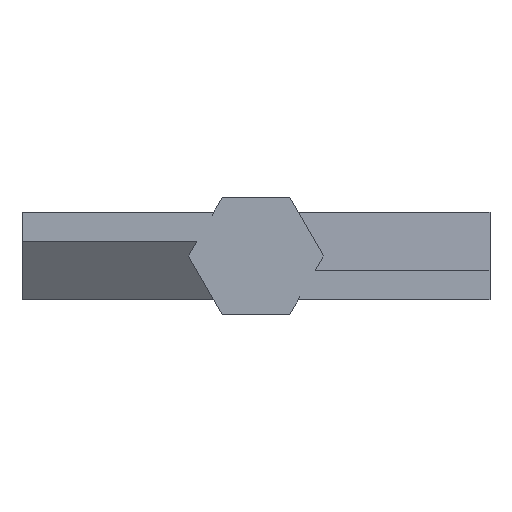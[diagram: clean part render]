
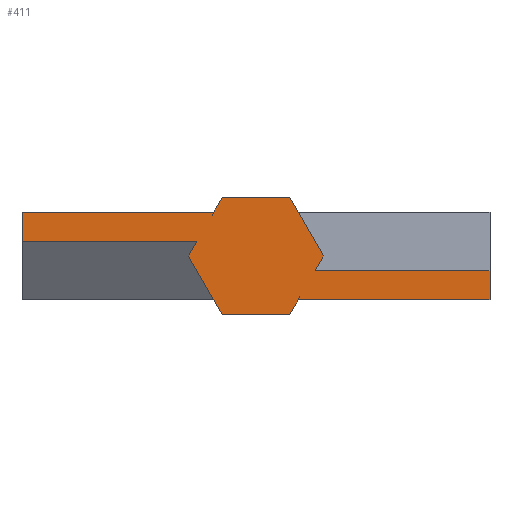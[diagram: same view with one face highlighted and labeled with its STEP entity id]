
A CAD part, front view. The second image highlights one B-rep face of the part: STEP entity #411.
In plain terms, the highlighted planar face has unit normal (0, -1, 0).
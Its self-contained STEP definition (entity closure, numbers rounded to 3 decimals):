
#3 = CARTESIAN_POINT ( 'NONE',  ( -2.021, 0., 0.5 ) ) ;
#5 = ORIENTED_EDGE ( 'NONE', *, *, #834, .F. ) ;
#17 = CARTESIAN_POINT ( 'NONE',  ( 1.443, 0., -1.5 ) ) ;
#46 = DIRECTION ( 'NONE',  ( 0.5, 0., -0.866 ) ) ;
#49 = DIRECTION ( 'NONE',  ( 1., 0., 0. ) ) ;
#57 = VECTOR ( 'NONE', #199, 1000. ) ;
#67 = LINE ( 'NONE', #855, #57 ) ;
#69 = VECTOR ( 'NONE', #390, 1000. ) ;
#72 = VECTOR ( 'NONE', #616, 1000. ) ;
#75 = DIRECTION ( 'NONE',  ( 0., 1., 0. ) ) ;
#80 = PLANE ( 'NONE',  #520 ) ;
#82 = LINE ( 'NONE', #225, #278 ) ;
#88 = LINE ( 'NONE', #846, #434 ) ;
#89 = VECTOR ( 'NONE', #802, 1000. ) ;
#91 = ORIENTED_EDGE ( 'NONE', *, *, #759, .F. ) ;
#96 = ORIENTED_EDGE ( 'NONE', *, *, #360, .F. ) ;
#97 = VERTEX_POINT ( 'NONE', #462 ) ;
#99 = LINE ( 'NONE', #169, #744 ) ;
#107 = LINE ( 'NONE', #435, #330 ) ;
#129 = VECTOR ( 'NONE', #476, 1000. ) ;
#130 = CARTESIAN_POINT ( 'NONE',  ( -1.155, 0., 2. ) ) ;
#131 = VERTEX_POINT ( 'NONE', #3 ) ;
#140 = CARTESIAN_POINT ( 'NONE',  ( 2.309, 0., 0. ) ) ;
#149 = EDGE_CURVE ( 'NONE', #683, #844, #530, .T. ) ;
#151 = CARTESIAN_POINT ( 'NONE',  ( -2.309, 0., 0. ) ) ;
#169 = CARTESIAN_POINT ( 'NONE',  ( -8., 0., 0.5 ) ) ;
#177 = CARTESIAN_POINT ( 'NONE',  ( 8., 0., -0.5 ) ) ;
#191 = EDGE_CURVE ( 'NONE', #97, #387, #67, .T. ) ;
#199 = DIRECTION ( 'NONE',  ( 0., 0., -1. ) ) ;
#203 = CARTESIAN_POINT ( 'NONE',  ( -8., 0., 0.5 ) ) ;
#225 = CARTESIAN_POINT ( 'NONE',  ( 2.309, 0., 0. ) ) ;
#226 = VERTEX_POINT ( 'NONE', #289 ) ;
#227 = ORIENTED_EDGE ( 'NONE', *, *, #348, .F. ) ;
#238 = ORIENTED_EDGE ( 'NONE', *, *, #722, .F. ) ;
#249 = CARTESIAN_POINT ( 'NONE',  ( 1.155, 0., 2. ) ) ;
#269 = CARTESIAN_POINT ( 'NONE',  ( 2.021, 0., -0.5 ) ) ;
#273 = ORIENTED_EDGE ( 'NONE', *, *, #675, .F. ) ;
#278 = VECTOR ( 'NONE', #819, 1000. ) ;
#289 = CARTESIAN_POINT ( 'NONE',  ( 8., 0., -1.5 ) ) ;
#292 = EDGE_LOOP ( 'NONE', ( #5, #346, #506, #306, #96, #464, #238, #227, #91, #689, #726, #273, #421, #605 ) ) ;
#293 = EDGE_CURVE ( 'NONE', #387, #131, #99, .T. ) ;
#295 = CARTESIAN_POINT ( 'NONE',  ( 8., 0., -1.5 ) ) ;
#306 = ORIENTED_EDGE ( 'NONE', *, *, #293, .T. ) ;
#308 = CARTESIAN_POINT ( 'NONE',  ( 8., 0., -0.5 ) ) ;
#315 = VECTOR ( 'NONE', #825, 1000. ) ;
#330 = VECTOR ( 'NONE', #832, 1000. ) ;
#337 = CARTESIAN_POINT ( 'NONE',  ( -1.155, 0., -2. ) ) ;
#341 = CARTESIAN_POINT ( 'NONE',  ( 2.309, 0., 0. ) ) ;
#346 = ORIENTED_EDGE ( 'NONE', *, *, #697, .F. ) ;
#348 = EDGE_CURVE ( 'NONE', #380, #450, #803, .T. ) ;
#350 = CARTESIAN_POINT ( 'NONE',  ( -1.443, 0., 1.5 ) ) ;
#353 = VERTEX_POINT ( 'NONE', #269 ) ;
#360 = EDGE_CURVE ( 'NONE', #574, #131, #393, .T. ) ;
#376 = VERTEX_POINT ( 'NONE', #341 ) ;
#380 = VERTEX_POINT ( 'NONE', #17 ) ;
#384 = CARTESIAN_POINT ( 'NONE',  ( -2.309, 0., 0. ) ) ;
#387 = VERTEX_POINT ( 'NONE', #203 ) ;
#390 = DIRECTION ( 'NONE',  ( 1., 0., 0. ) ) ;
#393 = LINE ( 'NONE', #151, #402 ) ;
#402 = VECTOR ( 'NONE', #403, 1000. ) ;
#403 = DIRECTION ( 'NONE',  ( 0.5, 0., 0.866 ) ) ;
#411 = ADVANCED_FACE ( 'NONE', ( #461 ), #80, .F. ) ;
#421 = ORIENTED_EDGE ( 'NONE', *, *, #491, .F. ) ;
#423 = DIRECTION ( 'NONE',  ( -1., 0., 0. ) ) ;
#434 = VECTOR ( 'NONE', #423, 1000. ) ;
#435 = CARTESIAN_POINT ( 'NONE',  ( 8., 0., -1.5 ) ) ;
#450 = VERTEX_POINT ( 'NONE', #742 ) ;
#461 = FACE_OUTER_BOUND ( 'NONE', #292, .T. ) ;
#462 = CARTESIAN_POINT ( 'NONE',  ( -8., 0., 1.5 ) ) ;
#464 = ORIENTED_EDGE ( 'NONE', *, *, #720, .F. ) ;
#472 = VERTEX_POINT ( 'NONE', #177 ) ;
#476 = DIRECTION ( 'NONE',  ( -0.5, 0., 0.866 ) ) ;
#480 = EDGE_CURVE ( 'NONE', #472, #226, #107, .T. ) ;
#481 = DIRECTION ( 'NONE',  ( 1., 0., 0. ) ) ;
#482 = CARTESIAN_POINT ( 'NONE',  ( -1.155, 0., 2. ) ) ;
#491 = EDGE_CURVE ( 'NONE', #844, #376, #643, .T. ) ;
#506 = ORIENTED_EDGE ( 'NONE', *, *, #191, .T. ) ;
#520 = AXIS2_PLACEMENT_3D ( 'NONE', #541, #75, #811 ) ;
#530 = LINE ( 'NONE', #130, #69 ) ;
#535 = CARTESIAN_POINT ( 'NONE',  ( -2.309, 0., 0. ) ) ;
#541 = CARTESIAN_POINT ( 'NONE',  ( 0., 0., 0. ) ) ;
#543 = LINE ( 'NONE', #308, #72 ) ;
#562 = CARTESIAN_POINT ( 'NONE',  ( -1.155, 0., -2. ) ) ;
#565 = VECTOR ( 'NONE', #46, 1000. ) ;
#574 = VERTEX_POINT ( 'NONE', #384 ) ;
#605 = ORIENTED_EDGE ( 'NONE', *, *, #149, .F. ) ;
#608 = LINE ( 'NONE', #814, #610 ) ;
#610 = VECTOR ( 'NONE', #49, 1000. ) ;
#616 = DIRECTION ( 'NONE',  ( -1., 0., 0. ) ) ;
#643 = LINE ( 'NONE', #249, #565 ) ;
#650 = EDGE_CURVE ( 'NONE', #472, #353, #543, .T. ) ;
#675 = EDGE_CURVE ( 'NONE', #376, #353, #82, .T. ) ;
#683 = VERTEX_POINT ( 'NONE', #482 ) ;
#686 = LINE ( 'NONE', #337, #129 ) ;
#689 = ORIENTED_EDGE ( 'NONE', *, *, #480, .F. ) ;
#695 = LINE ( 'NONE', #295, #315 ) ;
#697 = EDGE_CURVE ( 'NONE', #97, #741, #608, .T. ) ;
#701 = LINE ( 'NONE', #535, #89 ) ;
#720 = EDGE_CURVE ( 'NONE', #810, #574, #686, .T. ) ;
#722 = EDGE_CURVE ( 'NONE', #450, #810, #88, .T. ) ;
#726 = ORIENTED_EDGE ( 'NONE', *, *, #650, .T. ) ;
#741 = VERTEX_POINT ( 'NONE', #350 ) ;
#742 = CARTESIAN_POINT ( 'NONE',  ( 1.155, 0., -2. ) ) ;
#744 = VECTOR ( 'NONE', #481, 1000. ) ;
#759 = EDGE_CURVE ( 'NONE', #226, #380, #695, .T. ) ;
#760 = VECTOR ( 'NONE', #798, 1000. ) ;
#798 = DIRECTION ( 'NONE',  ( -0.5, 0., -0.866 ) ) ;
#802 = DIRECTION ( 'NONE',  ( 0.5, 0., 0.866 ) ) ;
#803 = LINE ( 'NONE', #140, #760 ) ;
#810 = VERTEX_POINT ( 'NONE', #562 ) ;
#811 = DIRECTION ( 'NONE',  ( 0., 0., 1. ) ) ;
#814 = CARTESIAN_POINT ( 'NONE',  ( -8., 0., 1.5 ) ) ;
#819 = DIRECTION ( 'NONE',  ( -0.5, 0., -0.866 ) ) ;
#825 = DIRECTION ( 'NONE',  ( -1., 0., 0. ) ) ;
#831 = CARTESIAN_POINT ( 'NONE',  ( 1.155, 0., 2. ) ) ;
#832 = DIRECTION ( 'NONE',  ( 0., 0., -1. ) ) ;
#834 = EDGE_CURVE ( 'NONE', #741, #683, #701, .T. ) ;
#844 = VERTEX_POINT ( 'NONE', #831 ) ;
#846 = CARTESIAN_POINT ( 'NONE',  ( 1.155, 0., -2. ) ) ;
#855 = CARTESIAN_POINT ( 'NONE',  ( -8., 0., 1.5 ) ) ;
